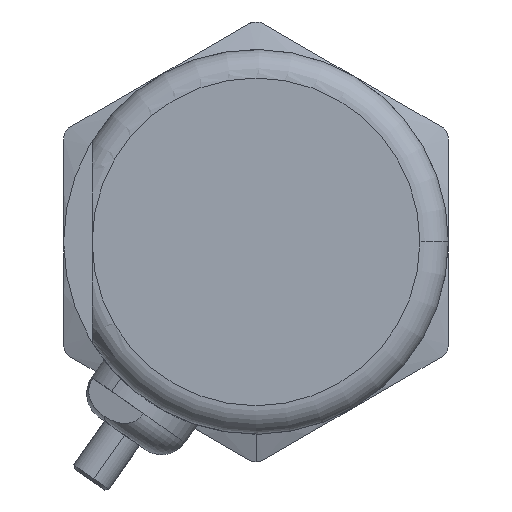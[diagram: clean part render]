
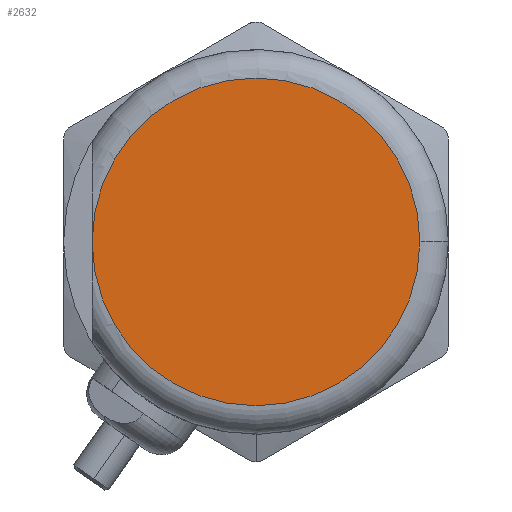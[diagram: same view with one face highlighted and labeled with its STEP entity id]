
A CAD part, left-side view. The second image highlights one B-rep face of the part: STEP entity #2632.
In plain terms, the highlighted face is planar.
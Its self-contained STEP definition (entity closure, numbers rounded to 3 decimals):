
#2261 = CARTESIAN_POINT ( 'NONE',  ( 2., 11.5, 0. ) ) ;
#2632 = ADVANCED_FACE ( 'NONE', ( #24293 ), #12352, .T. ) ;
#6437 = AXIS2_PLACEMENT_3D ( 'NONE', #14870, #14720, #10161 ) ;
#8879 = AXIS2_PLACEMENT_3D ( 'NONE', #21496, #16169, #14123 ) ;
#9091 = AXIS2_PLACEMENT_3D ( 'NONE', #15791, #25374, #11086 ) ;
#10161 = DIRECTION ( 'NONE',  ( 0., 1., 0. ) ) ;
#10470 = EDGE_CURVE ( 'NONE', #30225, #22459, #29397, .T. ) ;
#11086 = DIRECTION ( 'NONE',  ( 0., 1., 0. ) ) ;
#12352 = PLANE ( 'NONE',  #6437 ) ;
#12738 = ORIENTED_EDGE ( 'NONE', *, *, #17817, .T. ) ;
#14123 = DIRECTION ( 'NONE',  ( 0., 1., 0. ) ) ;
#14720 = DIRECTION ( 'NONE',  ( 1., 0., 0. ) ) ;
#14870 = CARTESIAN_POINT ( 'NONE',  ( 2., 13.5, 0. ) ) ;
#15791 = CARTESIAN_POINT ( 'NONE',  ( 2., 0., 0. ) ) ;
#16169 = DIRECTION ( 'NONE',  ( 1., 0., 0. ) ) ;
#17817 = EDGE_CURVE ( 'NONE', #22459, #30225, #28116, .T. ) ;
#18325 = EDGE_LOOP ( 'NONE', ( #23118, #12738 ) ) ;
#19213 = CARTESIAN_POINT ( 'NONE',  ( 2., -11.5, 0. ) ) ;
#21496 = CARTESIAN_POINT ( 'NONE',  ( 2., 0., 0. ) ) ;
#22459 = VERTEX_POINT ( 'NONE', #19213 ) ;
#23118 = ORIENTED_EDGE ( 'NONE', *, *, #10470, .T. ) ;
#24293 = FACE_OUTER_BOUND ( 'NONE', #18325, .T. ) ;
#25374 = DIRECTION ( 'NONE',  ( 1., 0., 0. ) ) ;
#28116 = CIRCLE ( 'NONE', #9091, 11.5 ) ;
#29397 = CIRCLE ( 'NONE', #8879, 11.5 ) ;
#30225 = VERTEX_POINT ( 'NONE', #2261 ) ;
